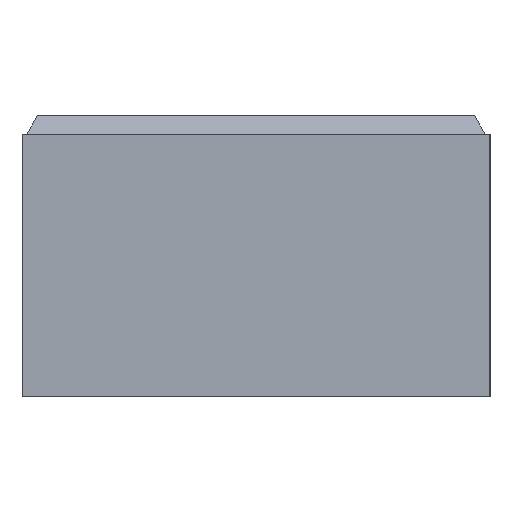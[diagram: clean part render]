
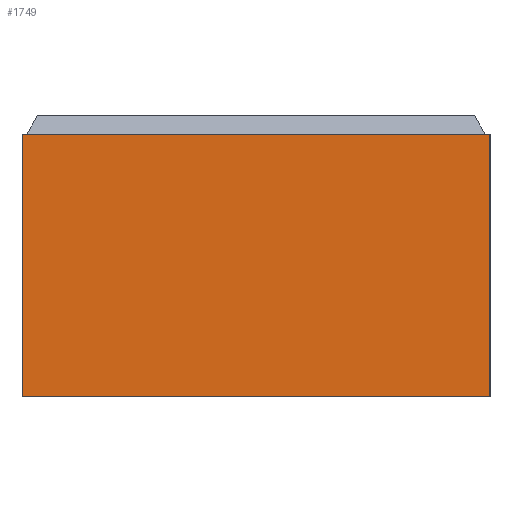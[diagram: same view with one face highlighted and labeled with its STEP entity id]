
A CAD part, left-side view. The second image highlights one B-rep face of the part: STEP entity #1749.
In plain terms, the highlighted planar face has unit normal (-1, 0, 0).
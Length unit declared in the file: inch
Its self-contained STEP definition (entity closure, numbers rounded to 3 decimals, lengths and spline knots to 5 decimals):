
#376 = PLANE('',#377);
#377 = AXIS2_PLACEMENT_3D('',#378,#379,#380);
#378 = CARTESIAN_POINT('',(-0.01969,0.00984,
    0.01102));
#379 = DIRECTION('',(-0.,0.,-1.));
#380 = DIRECTION('',(-1.,0.,0.));
#517 = PLANE('',#518);
#518 = AXIS2_PLACEMENT_3D('',#519,#520,#521);
#519 = CARTESIAN_POINT('',(-0.01181,0.00984,
    0.));
#520 = DIRECTION('',(0.,1.,0.));
#521 = DIRECTION('',(0.,0.,-1.));
#793 = EDGE_CURVE('',#794,#796,#798,.T.);
#794 = VERTEX_POINT('',#795);
#795 = CARTESIAN_POINT('',(-0.01969,0.00984,
    0.01102));
#796 = VERTEX_POINT('',#797);
#797 = CARTESIAN_POINT('',(-0.01969,-0.00984,
    0.01102));
#798 = SURFACE_CURVE('',#799,(#803,#810),.PCURVE_S1.);
#799 = LINE('',#800,#801);
#800 = CARTESIAN_POINT('',(-0.01969,0.00984,
    0.01102));
#801 = VECTOR('',#802,0.03937);
#802 = DIRECTION('',(0.,-1.,0.));
#803 = PCURVE('',#376,#804);
#804 = DEFINITIONAL_REPRESENTATION('',(#805),#809);
#805 = LINE('',#806,#807);
#806 = CARTESIAN_POINT('',(0.,-0.));
#807 = VECTOR('',#808,1.);
#808 = DIRECTION('',(-0.,-1.));
#809 = ( GEOMETRIC_REPRESENTATION_CONTEXT(2) 
PARAMETRIC_REPRESENTATION_CONTEXT() REPRESENTATION_CONTEXT('2D SPACE',''
  ) );
#810 = PCURVE('',#811,#816);
#811 = PLANE('',#812);
#812 = AXIS2_PLACEMENT_3D('',#813,#814,#815);
#813 = CARTESIAN_POINT('',(-0.01969,0.00984,
    0.));
#814 = DIRECTION('',(1.,0.,0.));
#815 = DIRECTION('',(-0.,0.,-1.));
#816 = DEFINITIONAL_REPRESENTATION('',(#817),#821);
#817 = LINE('',#818,#819);
#818 = CARTESIAN_POINT('',(-0.011,0.));
#819 = VECTOR('',#820,1.);
#820 = DIRECTION('',(0.,-1.));
#821 = ( GEOMETRIC_REPRESENTATION_CONTEXT(2) 
PARAMETRIC_REPRESENTATION_CONTEXT() REPRESENTATION_CONTEXT('2D SPACE',''
  ) );
#839 = PLANE('',#840);
#840 = AXIS2_PLACEMENT_3D('',#841,#842,#843);
#841 = CARTESIAN_POINT('',(-0.01181,-0.00984,0.));
#842 = DIRECTION('',(0.,1.,0.));
#843 = DIRECTION('',(0.,0.,-1.));
#1194 = VERTEX_POINT('',#1195);
#1195 = CARTESIAN_POINT('',(-0.01969,0.00984,
    0.));
#1209 = PLANE('',#1210);
#1210 = AXIS2_PLACEMENT_3D('',#1211,#1212,#1213);
#1211 = CARTESIAN_POINT('',(-0.01181,0.00984,
    0.));
#1212 = DIRECTION('',(0.,0.,1.));
#1213 = DIRECTION('',(1.,0.,0.));
#1221 = EDGE_CURVE('',#1194,#794,#1222,.T.);
#1222 = SURFACE_CURVE('',#1223,(#1227,#1234),.PCURVE_S1.);
#1223 = LINE('',#1224,#1225);
#1224 = CARTESIAN_POINT('',(-0.01969,0.00984,
    0.));
#1225 = VECTOR('',#1226,0.03937);
#1226 = DIRECTION('',(0.,0.,1.));
#1227 = PCURVE('',#517,#1228);
#1228 = DEFINITIONAL_REPRESENTATION('',(#1229),#1233);
#1229 = LINE('',#1230,#1231);
#1230 = CARTESIAN_POINT('',(0.,0.008));
#1231 = VECTOR('',#1232,1.);
#1232 = DIRECTION('',(-1.,0.));
#1233 = ( GEOMETRIC_REPRESENTATION_CONTEXT(2) 
PARAMETRIC_REPRESENTATION_CONTEXT() REPRESENTATION_CONTEXT('2D SPACE',''
  ) );
#1234 = PCURVE('',#811,#1235);
#1235 = DEFINITIONAL_REPRESENTATION('',(#1236),#1240);
#1236 = LINE('',#1237,#1238);
#1237 = CARTESIAN_POINT('',(0.,0.));
#1238 = VECTOR('',#1239,1.);
#1239 = DIRECTION('',(-1.,0.));
#1240 = ( GEOMETRIC_REPRESENTATION_CONTEXT(2) 
PARAMETRIC_REPRESENTATION_CONTEXT() REPRESENTATION_CONTEXT('2D SPACE',''
  ) );
#1749 = ADVANCED_FACE('',(#1750),#811,.F.);
#1750 = FACE_BOUND('',#1751,.T.);
#1751 = EDGE_LOOP('',(#1752,#1775,#1796,#1797));
#1752 = ORIENTED_EDGE('',*,*,#1753,.T.);
#1753 = EDGE_CURVE('',#1194,#1754,#1756,.T.);
#1754 = VERTEX_POINT('',#1755);
#1755 = CARTESIAN_POINT('',(-0.01969,-0.00984,0.)
  );
#1756 = SURFACE_CURVE('',#1757,(#1761,#1768),.PCURVE_S1.);
#1757 = LINE('',#1758,#1759);
#1758 = CARTESIAN_POINT('',(-0.01969,0.00984,
    0.));
#1759 = VECTOR('',#1760,0.03937);
#1760 = DIRECTION('',(0.,-1.,0.));
#1761 = PCURVE('',#811,#1762);
#1762 = DEFINITIONAL_REPRESENTATION('',(#1763),#1767);
#1763 = LINE('',#1764,#1765);
#1764 = CARTESIAN_POINT('',(-0.,0.));
#1765 = VECTOR('',#1766,1.);
#1766 = DIRECTION('',(0.,-1.));
#1767 = ( GEOMETRIC_REPRESENTATION_CONTEXT(2) 
PARAMETRIC_REPRESENTATION_CONTEXT() REPRESENTATION_CONTEXT('2D SPACE',''
  ) );
#1768 = PCURVE('',#1209,#1769);
#1769 = DEFINITIONAL_REPRESENTATION('',(#1770),#1774);
#1770 = LINE('',#1771,#1772);
#1771 = CARTESIAN_POINT('',(-0.008,0.));
#1772 = VECTOR('',#1773,1.);
#1773 = DIRECTION('',(-0.,-1.));
#1774 = ( GEOMETRIC_REPRESENTATION_CONTEXT(2) 
PARAMETRIC_REPRESENTATION_CONTEXT() REPRESENTATION_CONTEXT('2D SPACE',''
  ) );
#1775 = ORIENTED_EDGE('',*,*,#1776,.T.);
#1776 = EDGE_CURVE('',#1754,#796,#1777,.T.);
#1777 = SURFACE_CURVE('',#1778,(#1782,#1789),.PCURVE_S1.);
#1778 = LINE('',#1779,#1780);
#1779 = CARTESIAN_POINT('',(-0.01969,-0.00984,0.)
  );
#1780 = VECTOR('',#1781,0.03937);
#1781 = DIRECTION('',(0.,0.,1.));
#1782 = PCURVE('',#811,#1783);
#1783 = DEFINITIONAL_REPRESENTATION('',(#1784),#1788);
#1784 = LINE('',#1785,#1786);
#1785 = CARTESIAN_POINT('',(0.,-0.02));
#1786 = VECTOR('',#1787,1.);
#1787 = DIRECTION('',(-1.,0.));
#1788 = ( GEOMETRIC_REPRESENTATION_CONTEXT(2) 
PARAMETRIC_REPRESENTATION_CONTEXT() REPRESENTATION_CONTEXT('2D SPACE',''
  ) );
#1789 = PCURVE('',#839,#1790);
#1790 = DEFINITIONAL_REPRESENTATION('',(#1791),#1795);
#1791 = LINE('',#1792,#1793);
#1792 = CARTESIAN_POINT('',(0.,0.008));
#1793 = VECTOR('',#1794,1.);
#1794 = DIRECTION('',(-1.,0.));
#1795 = ( GEOMETRIC_REPRESENTATION_CONTEXT(2) 
PARAMETRIC_REPRESENTATION_CONTEXT() REPRESENTATION_CONTEXT('2D SPACE',''
  ) );
#1796 = ORIENTED_EDGE('',*,*,#793,.F.);
#1797 = ORIENTED_EDGE('',*,*,#1221,.F.);
